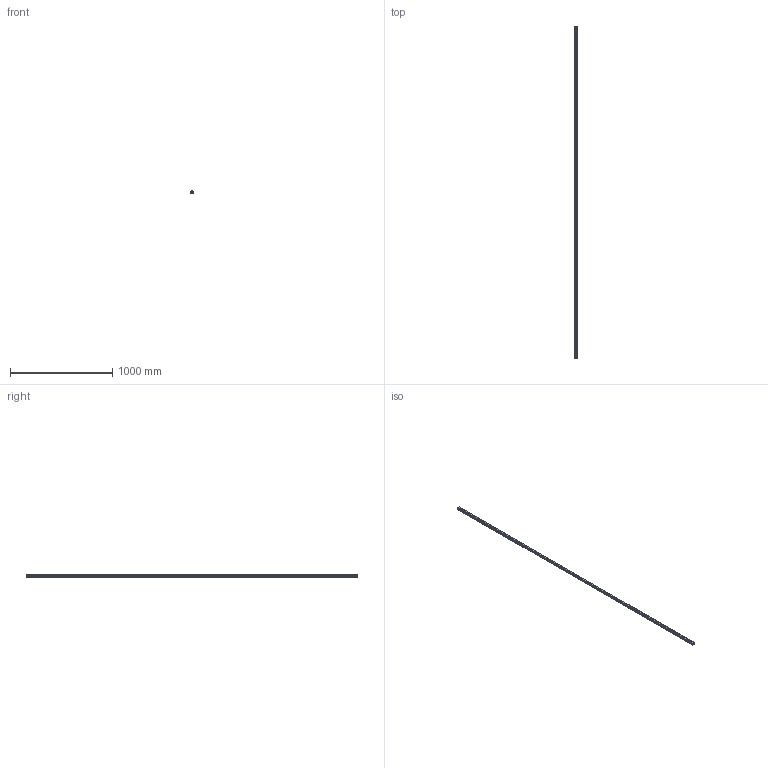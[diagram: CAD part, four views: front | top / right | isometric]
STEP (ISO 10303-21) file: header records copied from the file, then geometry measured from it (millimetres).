
FILE_DESCRIPTION(('STEP AP214'),'1');
FILE_NAME('cctmp_7E340E49-8A67-4A71-9F56-8E899EC0BFC6_2020_5_28_15_1_28_650..stp','2020-05-28T13:01:29',('HIWIN GmbH'),('CADClick - www.CADClick.com'),'Spatial InterOp 3D',' ','unknown authorization');
FILE_SCHEMA(('AUTOMOTIVE_DESIGN'));
Length unit declared in the file: millimetre
Products named in the file (1): HGR25R3240H_FILE
Bounding box: 23 x 3240 x 22 mm (x, y, z)
Volume: 1346984.3 mm3; surface area: 332745 mm2
Topology: 1 solids, 1 shells, 759 faces, 1935 edges, 1290 vertices
Faces by surface type: plane 413, cylinder 346
Entity records: 29649 total; most frequent: DIRECTION 4579, CARTESIAN_POINT 3985, ORIENTED_EDGE 3870, EDGE_CURVE 1935, AXIS2_PLACEMENT_3D 1884, VERTEX_POINT 1290, CIRCLE 908, EDGE_LOOP 871
